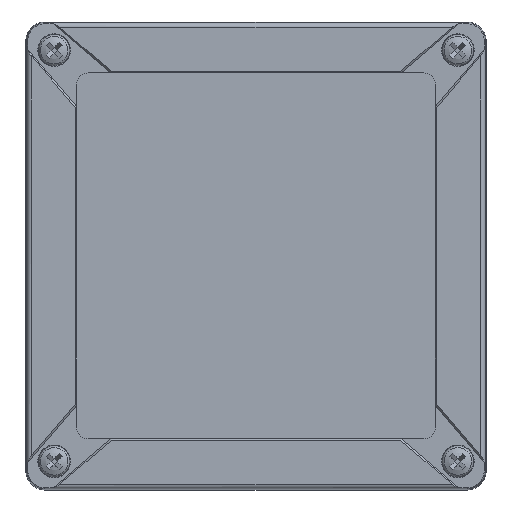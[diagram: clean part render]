
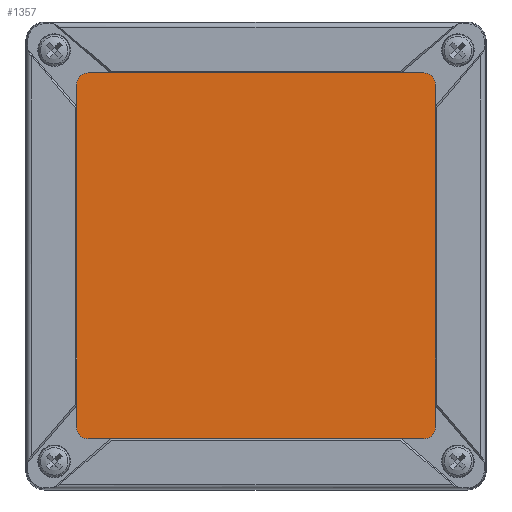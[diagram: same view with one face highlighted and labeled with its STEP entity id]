
A CAD part, top view. The second image highlights one B-rep face of the part: STEP entity #1357.
In plain terms, the highlighted planar face has unit normal (0, 0, 1).
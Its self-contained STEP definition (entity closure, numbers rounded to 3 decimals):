
#1357 = ADVANCED_FACE( '', ( #3045 ), #3046, .T. );
#3045 = FACE_OUTER_BOUND( '', #5101, .T. );
#3046 = PLANE( '', #5102 );
#5101 = EDGE_LOOP( '', ( #8915, #8916, #8917, #8918, #8919, #8920, #8921, #8922 ) );
#5102 = AXIS2_PLACEMENT_3D( '', #8923, #8924, #8925 );
#8915 = ORIENTED_EDGE( '', *, *, #13268, .T. );
#8916 = ORIENTED_EDGE( '', *, *, #12783, .T. );
#8917 = ORIENTED_EDGE( '', *, *, #11913, .T. );
#8918 = ORIENTED_EDGE( '', *, *, #13269, .T. );
#8919 = ORIENTED_EDGE( '', *, *, #12592, .T. );
#8920 = ORIENTED_EDGE( '', *, *, #13270, .T. );
#8921 = ORIENTED_EDGE( '', *, *, #13271, .T. );
#8922 = ORIENTED_EDGE( '', *, *, #12349, .T. );
#8923 = CARTESIAN_POINT( '', ( -44.5, 45.5, 14.1 ) );
#8924 = DIRECTION( '', ( 0., 0., 1. ) );
#8925 = DIRECTION( '', ( 1., 0., 0. ) );
#11913 = EDGE_CURVE( '', #14201, #14199, #14202, .T. );
#12349 = EDGE_CURVE( '', #14960, #14958, #14961, .T. );
#12592 = EDGE_CURVE( '', #15381, #15379, #15382, .T. );
#12783 = EDGE_CURVE( '', #15682, #14201, #15683, .T. );
#13268 = EDGE_CURVE( '', #14958, #15682, #16384, .T. );
#13269 = EDGE_CURVE( '', #14199, #15381, #16385, .T. );
#13270 = EDGE_CURVE( '', #15379, #16386, #16387, .T. );
#13271 = EDGE_CURVE( '', #16386, #14960, #16388, .T. );
#14199 = VERTEX_POINT( '', #17510 );
#14201 = VERTEX_POINT( '', #17513 );
#14202 = CIRCLE( '', #17514, 3. );
#14958 = VERTEX_POINT( '', #18654 );
#14960 = VERTEX_POINT( '', #18657 );
#14961 = LINE( '', #18658, #18659 );
#15379 = VERTEX_POINT( '', #19363 );
#15381 = VERTEX_POINT( '', #19366 );
#15382 = CIRCLE( '', #19367, 3. );
#15682 = VERTEX_POINT( '', #19881 );
#15683 = LINE( '', #19882, #19883 );
#16384 = CIRCLE( '', #20993, 3. );
#16385 = LINE( '', #20994, #20995 );
#16386 = VERTEX_POINT( '', #20996 );
#16387 = LINE( '', #20997, #20998 );
#16388 = CIRCLE( '', #20999, 3. );
#17510 = CARTESIAN_POINT( '', ( -44.5, -48.5, 14.1 ) );
#17513 = CARTESIAN_POINT( '', ( -47.5, -45.5, 14.1 ) );
#17514 = AXIS2_PLACEMENT_3D( '', #22402, #22403, #22404 );
#18654 = CARTESIAN_POINT( '', ( -44.5, 48.5, 14.1 ) );
#18657 = CARTESIAN_POINT( '', ( 44.5, 48.5, 14.1 ) );
#18658 = CARTESIAN_POINT( '', ( 44.5, 48.5, 14.1 ) );
#18659 = VECTOR( '', #22934, 1000. );
#19363 = CARTESIAN_POINT( '', ( 47.5, -45.5, 14.1 ) );
#19366 = CARTESIAN_POINT( '', ( 44.5, -48.5, 14.1 ) );
#19367 = AXIS2_PLACEMENT_3D( '', #23243, #23244, #23245 );
#19881 = CARTESIAN_POINT( '', ( -47.5, 45.5, 14.1 ) );
#19882 = CARTESIAN_POINT( '', ( -47.5, 45.5, 14.1 ) );
#19883 = VECTOR( '', #23464, 1000. );
#20993 = AXIS2_PLACEMENT_3D( '', #24043, #24044, #24045 );
#20994 = CARTESIAN_POINT( '', ( -44.5, -48.5, 14.1 ) );
#20995 = VECTOR( '', #24046, 1000. );
#20996 = CARTESIAN_POINT( '', ( 47.5, 45.5, 14.1 ) );
#20997 = CARTESIAN_POINT( '', ( 47.5, -45.5, 14.1 ) );
#20998 = VECTOR( '', #24047, 1000. );
#20999 = AXIS2_PLACEMENT_3D( '', #24048, #24049, #24050 );
#22402 = CARTESIAN_POINT( '', ( -44.5, -45.5, 14.1 ) );
#22403 = DIRECTION( '', ( 0., 0., 1. ) );
#22404 = DIRECTION( '', ( 1., 0., 0. ) );
#22934 = DIRECTION( '', ( -1., 0., 0. ) );
#23243 = CARTESIAN_POINT( '', ( 44.5, -45.5, 14.1 ) );
#23244 = DIRECTION( '', ( 0., 0., 1. ) );
#23245 = DIRECTION( '', ( 1., 0., 0. ) );
#23464 = DIRECTION( '', ( 0., -1., 0. ) );
#24043 = CARTESIAN_POINT( '', ( -44.5, 45.5, 14.1 ) );
#24044 = DIRECTION( '', ( 0., 0., 1. ) );
#24045 = DIRECTION( '', ( 1., 0., 0. ) );
#24046 = DIRECTION( '', ( 1., 0., 0. ) );
#24047 = DIRECTION( '', ( 0., 1., 0. ) );
#24048 = CARTESIAN_POINT( '', ( 44.5, 45.5, 14.1 ) );
#24049 = DIRECTION( '', ( 0., 0., 1. ) );
#24050 = DIRECTION( '', ( 1., 0., 0. ) );
